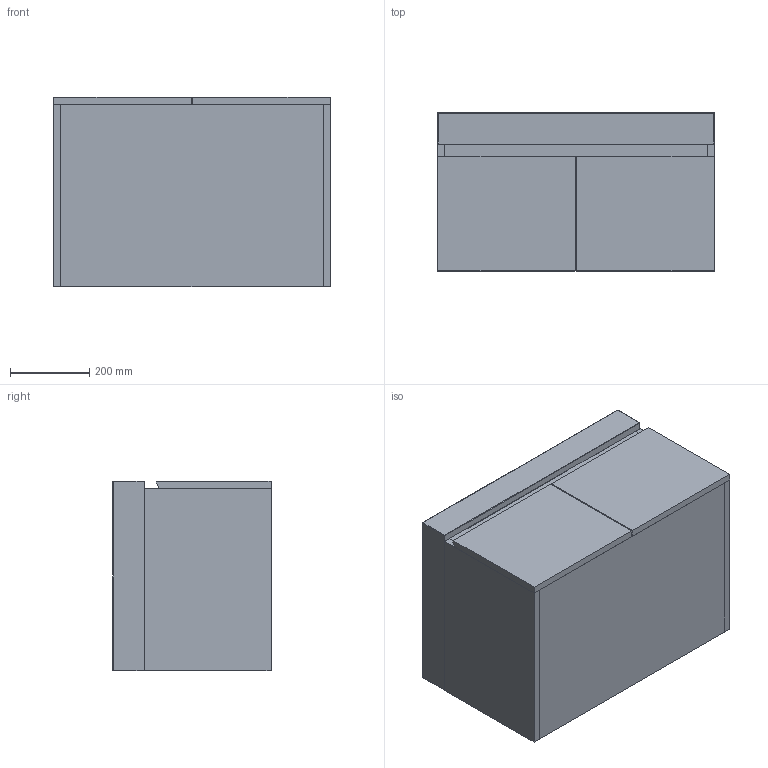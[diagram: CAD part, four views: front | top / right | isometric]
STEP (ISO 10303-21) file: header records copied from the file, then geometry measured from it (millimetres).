
FILE_DESCRIPTION((''),'2;1');
FILE_NAME('KADO_LUSSI_700_CABINET_B_ASM','2020-10-22T14:09:52',('ipelchen'),(''),'CREO PARAMETRIC BY PTC INC, 2018190','CREO PARAMETRIC BY PTC INC, 2018190','');
FILE_SCHEMA(('CONFIG_CONTROL_DESIGN'));
Length unit declared in the file: millimetre
Products named in the file (11): KADO_LUSSI_700_CARCASS_B; KADO_LUSSI_700_CAB_FRONTP_B; KADO_LUSSI_700_CAB_SIDEP_B; KADO_LUSSI_700_CARCASS_TOP_B; KADO_LUSSI_700_DOOR_B; KADO_LUSSI_700_C_LIGHT; KADOLUSSI_WASTE_TESTING_ONLY__; KADOLUSSI_WASTE_TOPSEAL__; KADO_SS_CAP__; KADO_LUSSI_WASTE_ASM_ASM; KADO_LUSSI_700_CABINET_B_ASM
Assembly tree (12 placements, depth 3):
  KADO_LUSSI_700_CABINET_B_ASM
    KADO_LUSSI_700_CARCASS_B
    KADO_LUSSI_700_CAB_FRONTP_B
    KADO_LUSSI_700_CAB_SIDEP_B  x2
    KADO_LUSSI_700_CARCASS_TOP_B
    KADO_LUSSI_700_DOOR_B  x2
    KADO_LUSSI_700_C_LIGHT
    KADO_LUSSI_WASTE_ASM_ASM
      KADOLUSSI_WASTE_TESTING_ONLY__
      KADOLUSSI_WASTE_TOPSEAL__
      KADO_SS_CAP__
Bounding box: 700 x 400 x 480 mm (x, y, z)
Volume: 40155414.1 mm3; surface area: 3888649.9 mm2
Topology: 11 solids, 11 shells, 282 faces, 665 edges, 403 vertices
Faces by surface type: plane 116, bspline 64, cylinder 61, torus 16, cone 11, sphere 10, extrusion 4
Entity records: 13780 total; most frequent: CARTESIAN_POINT 7762, ORIENTED_EDGE 1272, DIRECTION 1108, EDGE_CURVE 636, AXIS2_PLACEMENT_3D 405, VERTEX_POINT 385, VECTOR 298, LINE 294
